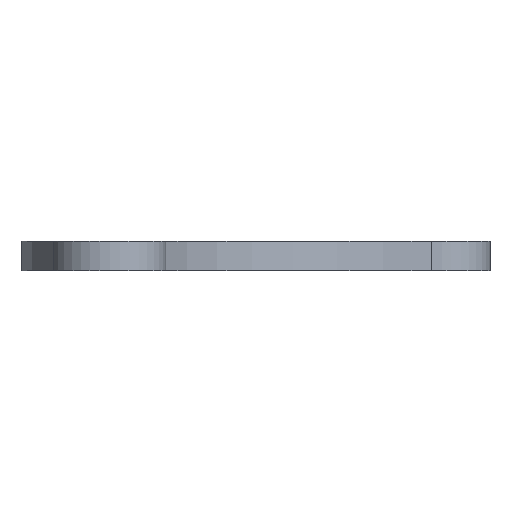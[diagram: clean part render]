
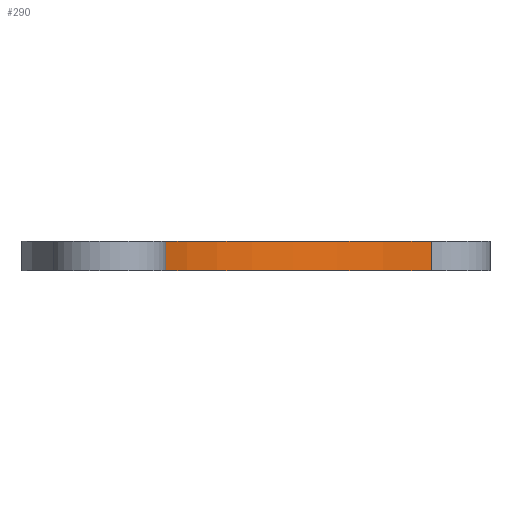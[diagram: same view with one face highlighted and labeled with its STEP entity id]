
A CAD part, left-side view. The second image highlights one B-rep face of the part: STEP entity #290.
In plain terms, the highlighted cylindrical face has radius 25 mm (diameter 50 mm), a partial arc.
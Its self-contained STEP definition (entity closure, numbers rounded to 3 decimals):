
#21 = EDGE_CURVE('',#22,#24,#26,.T.);
#22 = VERTEX_POINT('',#23);
#23 = CARTESIAN_POINT('',(25.,0.,-1.25));
#24 = VERTEX_POINT('',#25);
#25 = CARTESIAN_POINT('',(25.,0.,1.25));
#26 = SURFACE_CURVE('',#27,(#31,#43),.PCURVE_S1.);
#27 = LINE('',#28,#29);
#28 = CARTESIAN_POINT('',(25.,0.,-1.25));
#29 = VECTOR('',#30,1.);
#30 = DIRECTION('',(0.,0.,1.));
#31 = PCURVE('',#32,#37);
#32 = CYLINDRICAL_SURFACE('',#33,5.);
#33 = AXIS2_PLACEMENT_3D('',#34,#35,#36);
#34 = CARTESIAN_POINT('',(30.,0.,-1.25));
#35 = DIRECTION('',(-0.,-0.,-1.));
#36 = DIRECTION('',(-1.,0.,-0.));
#37 = DEFINITIONAL_REPRESENTATION('',(#38),#42);
#38 = LINE('',#39,#40);
#39 = CARTESIAN_POINT('',(-0.,0.));
#40 = VECTOR('',#41,1.);
#41 = DIRECTION('',(-0.,-1.));
#42 = ( GEOMETRIC_REPRESENTATION_CONTEXT(2) 
PARAMETRIC_REPRESENTATION_CONTEXT() REPRESENTATION_CONTEXT('2D SPACE',''
  ) );
#43 = PCURVE('',#44,#49);
#44 = CYLINDRICAL_SURFACE('',#45,25.);
#45 = AXIS2_PLACEMENT_3D('',#46,#47,#48);
#46 = CARTESIAN_POINT('',(0.,0.,-1.25));
#47 = DIRECTION('',(0.,0.,-1.));
#48 = DIRECTION('',(-0.389,0.921,0.));
#49 = DEFINITIONAL_REPRESENTATION('',(#50),#54);
#50 = LINE('',#51,#52);
#51 = CARTESIAN_POINT('',(1.97,0.));
#52 = VECTOR('',#53,1.);
#53 = DIRECTION('',(0.,-1.));
#54 = ( GEOMETRIC_REPRESENTATION_CONTEXT(2) 
PARAMETRIC_REPRESENTATION_CONTEXT() REPRESENTATION_CONTEXT('2D SPACE',''
  ) );
#73 = PLANE('',#74);
#74 = AXIS2_PLACEMENT_3D('',#75,#76,#77);
#75 = CARTESIAN_POINT('',(12.652,19.073,1.25));
#76 = DIRECTION('',(0.,0.,1.));
#77 = DIRECTION('',(1.,0.,-0.));
#128 = PLANE('',#129);
#129 = AXIS2_PLACEMENT_3D('',#130,#131,#132);
#130 = CARTESIAN_POINT('',(12.652,19.073,-1.25));
#131 = DIRECTION('',(0.,0.,1.));
#132 = DIRECTION('',(1.,0.,-0.));
#184 = CYLINDRICAL_SURFACE('',#185,5.);
#185 = AXIS2_PLACEMENT_3D('',#186,#187,#188);
#186 = CARTESIAN_POINT('',(-11.667,27.639,-1.25));
#187 = DIRECTION('',(-0.,-0.,-1.));
#188 = DIRECTION('',(-0.389,0.921,-0.));
#223 = VERTEX_POINT('',#224);
#224 = CARTESIAN_POINT('',(-9.722,23.032,1.25));
#246 = EDGE_CURVE('',#247,#223,#249,.T.);
#247 = VERTEX_POINT('',#248);
#248 = CARTESIAN_POINT('',(-9.722,23.032,-1.25));
#249 = SURFACE_CURVE('',#250,(#254,#261),.PCURVE_S1.);
#250 = LINE('',#251,#252);
#251 = CARTESIAN_POINT('',(-9.722,23.032,-1.25));
#252 = VECTOR('',#253,1.);
#253 = DIRECTION('',(0.,0.,1.));
#254 = PCURVE('',#184,#255);
#255 = DEFINITIONAL_REPRESENTATION('',(#256),#260);
#256 = LINE('',#257,#258);
#257 = CARTESIAN_POINT('',(-3.142,0.));
#258 = VECTOR('',#259,1.);
#259 = DIRECTION('',(-0.,-1.));
#260 = ( GEOMETRIC_REPRESENTATION_CONTEXT(2) 
PARAMETRIC_REPRESENTATION_CONTEXT() REPRESENTATION_CONTEXT('2D SPACE',''
  ) );
#261 = PCURVE('',#44,#262);
#262 = DEFINITIONAL_REPRESENTATION('',(#263),#267);
#263 = LINE('',#264,#265);
#264 = CARTESIAN_POINT('',(0.,0.));
#265 = VECTOR('',#266,1.);
#266 = DIRECTION('',(0.,-1.));
#267 = ( GEOMETRIC_REPRESENTATION_CONTEXT(2) 
PARAMETRIC_REPRESENTATION_CONTEXT() REPRESENTATION_CONTEXT('2D SPACE',''
  ) );
#290 = ADVANCED_FACE('',(#291),#44,.F.);
#291 = FACE_BOUND('',#292,.F.);
#292 = EDGE_LOOP('',(#293,#294,#320,#321));
#293 = ORIENTED_EDGE('',*,*,#246,.T.);
#294 = ORIENTED_EDGE('',*,*,#295,.T.);
#295 = EDGE_CURVE('',#223,#24,#296,.T.);
#296 = SURFACE_CURVE('',#297,(#302,#309),.PCURVE_S1.);
#297 = CIRCLE('',#298,25.);
#298 = AXIS2_PLACEMENT_3D('',#299,#300,#301);
#299 = CARTESIAN_POINT('',(0.,0.,1.25));
#300 = DIRECTION('',(0.,0.,-1.));
#301 = DIRECTION('',(-0.389,0.921,0.));
#302 = PCURVE('',#44,#303);
#303 = DEFINITIONAL_REPRESENTATION('',(#304),#308);
#304 = LINE('',#305,#306);
#305 = CARTESIAN_POINT('',(0.,-2.5));
#306 = VECTOR('',#307,1.);
#307 = DIRECTION('',(1.,0.));
#308 = ( GEOMETRIC_REPRESENTATION_CONTEXT(2) 
PARAMETRIC_REPRESENTATION_CONTEXT() REPRESENTATION_CONTEXT('2D SPACE',''
  ) );
#309 = PCURVE('',#73,#310);
#310 = DEFINITIONAL_REPRESENTATION('',(#311),#319);
#311 = ( BOUNDED_CURVE() B_SPLINE_CURVE(2,(#312,#313,#314,#315,#316,#317
,#318),.UNSPECIFIED.,.T.,.F.) B_SPLINE_CURVE_WITH_KNOTS((1,2,2,2,2,1),(
    -2.094,0.,2.094,4.189,6.283,
8.378),.UNSPECIFIED.) CURVE() GEOMETRIC_REPRESENTATION_ITEM() 
RATIONAL_B_SPLINE_CURVE((1.,0.5,1.,0.5,1.,0.5,1.)) REPRESENTATION_ITEM(
  '') );
#312 = CARTESIAN_POINT('',(-22.374,3.959));
#313 = CARTESIAN_POINT('',(17.519,20.798));
#314 = CARTESIAN_POINT('',(12.156,-22.17));
#315 = CARTESIAN_POINT('',(6.793,-65.137));
#316 = CARTESIAN_POINT('',(-27.737,-39.009));
#317 = CARTESIAN_POINT('',(-62.267,-12.88));
#318 = CARTESIAN_POINT('',(-22.374,3.959));
#319 = ( GEOMETRIC_REPRESENTATION_CONTEXT(2) 
PARAMETRIC_REPRESENTATION_CONTEXT() REPRESENTATION_CONTEXT('2D SPACE',''
  ) );
#320 = ORIENTED_EDGE('',*,*,#21,.F.);
#321 = ORIENTED_EDGE('',*,*,#322,.F.);
#322 = EDGE_CURVE('',#247,#22,#323,.T.);
#323 = SURFACE_CURVE('',#324,(#329,#336),.PCURVE_S1.);
#324 = CIRCLE('',#325,25.);
#325 = AXIS2_PLACEMENT_3D('',#326,#327,#328);
#326 = CARTESIAN_POINT('',(0.,0.,-1.25));
#327 = DIRECTION('',(0.,0.,-1.));
#328 = DIRECTION('',(-0.389,0.921,0.));
#329 = PCURVE('',#44,#330);
#330 = DEFINITIONAL_REPRESENTATION('',(#331),#335);
#331 = LINE('',#332,#333);
#332 = CARTESIAN_POINT('',(0.,0.));
#333 = VECTOR('',#334,1.);
#334 = DIRECTION('',(1.,0.));
#335 = ( GEOMETRIC_REPRESENTATION_CONTEXT(2) 
PARAMETRIC_REPRESENTATION_CONTEXT() REPRESENTATION_CONTEXT('2D SPACE',''
  ) );
#336 = PCURVE('',#128,#337);
#337 = DEFINITIONAL_REPRESENTATION('',(#338),#346);
#338 = ( BOUNDED_CURVE() B_SPLINE_CURVE(2,(#339,#340,#341,#342,#343,#344
,#345),.UNSPECIFIED.,.T.,.F.) B_SPLINE_CURVE_WITH_KNOTS((1,2,2,2,2,1),(
    -2.094,0.,2.094,4.189,6.283,
8.378),.UNSPECIFIED.) CURVE() GEOMETRIC_REPRESENTATION_ITEM() 
RATIONAL_B_SPLINE_CURVE((1.,0.5,1.,0.5,1.,0.5,1.)) REPRESENTATION_ITEM(
  '') );
#339 = CARTESIAN_POINT('',(-22.374,3.959));
#340 = CARTESIAN_POINT('',(17.519,20.798));
#341 = CARTESIAN_POINT('',(12.156,-22.17));
#342 = CARTESIAN_POINT('',(6.793,-65.137));
#343 = CARTESIAN_POINT('',(-27.737,-39.009));
#344 = CARTESIAN_POINT('',(-62.267,-12.88));
#345 = CARTESIAN_POINT('',(-22.374,3.959));
#346 = ( GEOMETRIC_REPRESENTATION_CONTEXT(2) 
PARAMETRIC_REPRESENTATION_CONTEXT() REPRESENTATION_CONTEXT('2D SPACE',''
  ) );
